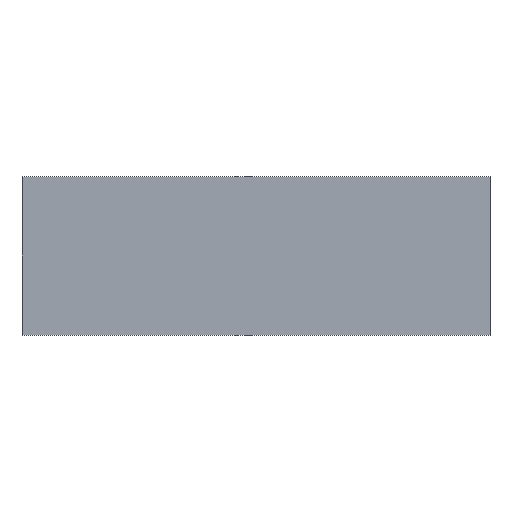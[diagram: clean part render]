
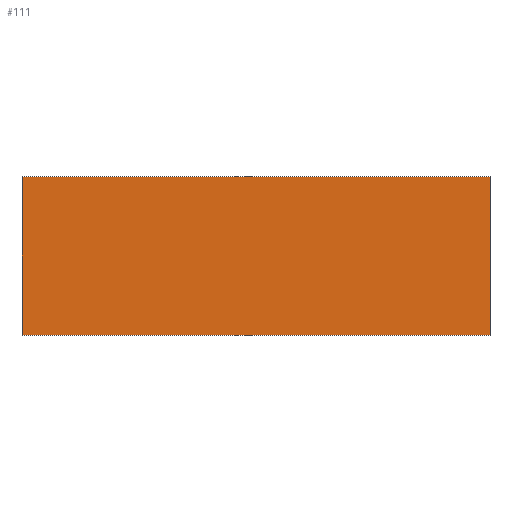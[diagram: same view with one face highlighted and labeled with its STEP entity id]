
A CAD part, left-side view. The second image highlights one B-rep face of the part: STEP entity #111.
In plain terms, the highlighted planar face has unit normal (-1, 0, 0).
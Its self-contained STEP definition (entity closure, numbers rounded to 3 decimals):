
#5 = CARTESIAN_POINT ( 'NONE',  ( -2., 75., 2. ) ) ;
#7 = EDGE_CURVE ( 'NONE', #127, #247, #224, .T. ) ;
#8 = CARTESIAN_POINT ( 'NONE',  ( -2., 75., 2. ) ) ;
#29 = FACE_OUTER_BOUND ( 'NONE', #47, .T. ) ;
#45 = LINE ( 'NONE', #286, #168 ) ;
#47 = EDGE_LOOP ( 'NONE', ( #162, #198, #262, #54 ) ) ;
#53 = DIRECTION ( 'NONE',  ( 1., 0., 0. ) ) ;
#54 = ORIENTED_EDGE ( 'NONE', *, *, #7, .T. ) ;
#55 = CARTESIAN_POINT ( 'NONE',  ( -2., 75., -23.4 ) ) ;
#56 = DIRECTION ( 'NONE',  ( 0., 0., 1. ) ) ;
#77 = VECTOR ( 'NONE', #56, 1000. ) ;
#81 = CARTESIAN_POINT ( 'NONE',  ( -2., 0., 2. ) ) ;
#86 = DIRECTION ( 'NONE',  ( 0., 0., -1. ) ) ;
#95 = LINE ( 'NONE', #81, #303 ) ;
#103 = VERTEX_POINT ( 'NONE', #5 ) ;
#111 = ADVANCED_FACE ( 'NONE', ( #29 ), #160, .F. ) ;
#114 = CARTESIAN_POINT ( 'NONE',  ( -2., 75., -23.4 ) ) ;
#124 = EDGE_CURVE ( 'NONE', #247, #153, #95, .T. ) ;
#127 = VERTEX_POINT ( 'NONE', #114 ) ;
#128 = EDGE_CURVE ( 'NONE', #127, #103, #146, .T. ) ;
#144 = CARTESIAN_POINT ( 'NONE',  ( -2., 0., 2. ) ) ;
#146 = LINE ( 'NONE', #267, #77 ) ;
#153 = VERTEX_POINT ( 'NONE', #144 ) ;
#160 = PLANE ( 'NONE',  #171 ) ;
#162 = ORIENTED_EDGE ( 'NONE', *, *, #124, .T. ) ;
#168 = VECTOR ( 'NONE', #268, 1000. ) ;
#171 = AXIS2_PLACEMENT_3D ( 'NONE', #8, #53, #86 ) ;
#195 = VECTOR ( 'NONE', #285, 1000. ) ;
#198 = ORIENTED_EDGE ( 'NONE', *, *, #299, .F. ) ;
#203 = CARTESIAN_POINT ( 'NONE',  ( -2., 0., -23.4 ) ) ;
#205 = DIRECTION ( 'NONE',  ( 0., 0., 1. ) ) ;
#224 = LINE ( 'NONE', #55, #195 ) ;
#247 = VERTEX_POINT ( 'NONE', #203 ) ;
#262 = ORIENTED_EDGE ( 'NONE', *, *, #128, .F. ) ;
#267 = CARTESIAN_POINT ( 'NONE',  ( -2., 75., 2. ) ) ;
#268 = DIRECTION ( 'NONE',  ( 0., -1., 0. ) ) ;
#285 = DIRECTION ( 'NONE',  ( 0., -1., 0. ) ) ;
#286 = CARTESIAN_POINT ( 'NONE',  ( -2., 75., 2. ) ) ;
#299 = EDGE_CURVE ( 'NONE', #103, #153, #45, .T. ) ;
#303 = VECTOR ( 'NONE', #205, 1000. ) ;
